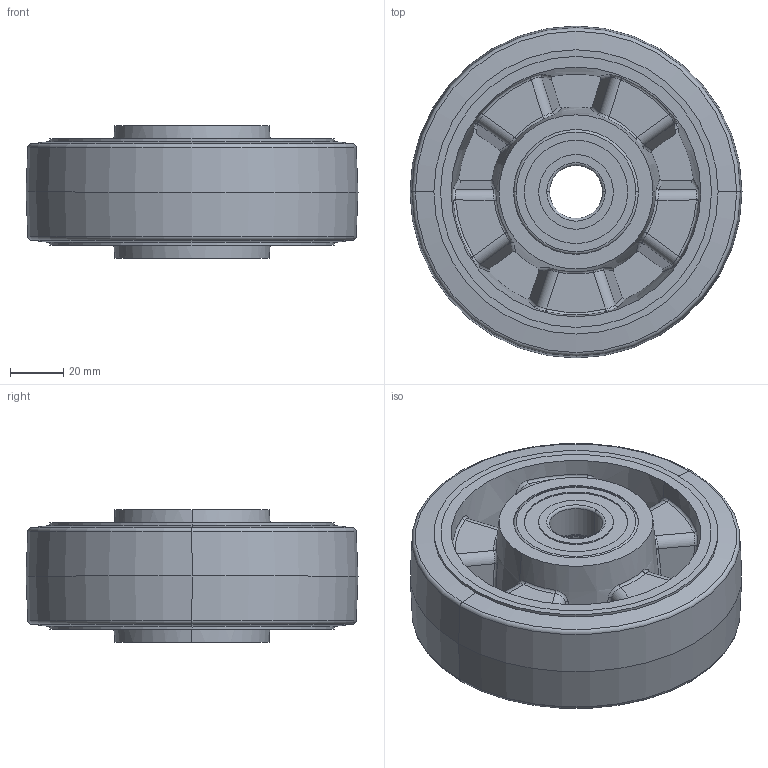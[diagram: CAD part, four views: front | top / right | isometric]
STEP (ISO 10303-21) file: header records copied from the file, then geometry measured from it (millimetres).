
FILE_DESCRIPTION (( 'STEP AP214' ), '1' );
FILE_NAME ('0037017.step', '2023-03-30T08:01:03', ( '' ), ( '' ), 'SwSTEP 2.0', 'SolidWorks 2020', '' );
FILE_SCHEMA (( 'AUTOMOTIVE_DESIGN' ));
Length unit declared in the file: millimetre
Products named in the file (1): 0037017
Bounding box: 125 x 125 x 50 mm (x, y, z)
Surface area: 90872.1 mm2 (no closed solid volume)
Topology: 0 solids, 9 shells, 220 faces, 564 edges, 346 vertices
Faces by surface type: bspline 76, cylinder 46, plane 42, torus 40, cone 16
Entity records: 11929 total; most frequent: CARTESIAN_POINT 4683, ORIENTED_EDGE 1008, DIRECTION 980, EDGE_CURVE 564, AXIS2_PLACEMENT_3D 439, VERTEX_POINT 346, CIRCLE 294, EDGE_LOOP 232
